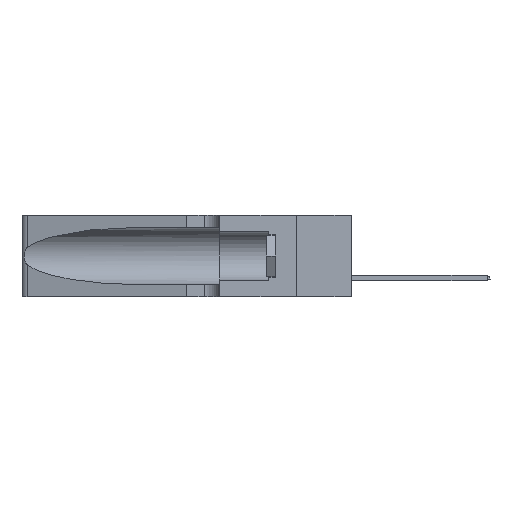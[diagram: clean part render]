
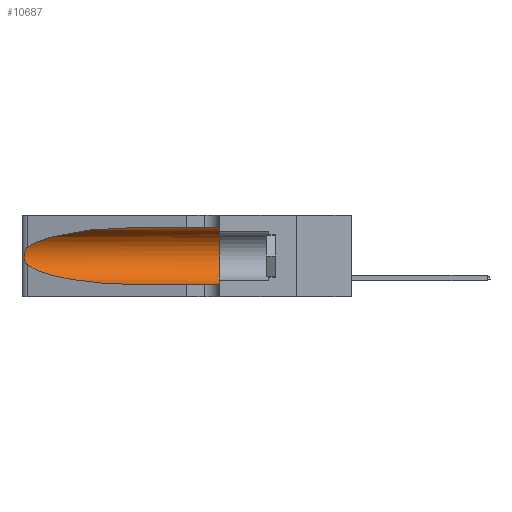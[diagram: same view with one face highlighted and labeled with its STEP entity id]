
A CAD part, left-side view. The second image highlights one B-rep face of the part: STEP entity #10687.
In plain terms, the highlighted cylindrical face has radius 3.308 mm (diameter 6.617 mm), a partial arc.
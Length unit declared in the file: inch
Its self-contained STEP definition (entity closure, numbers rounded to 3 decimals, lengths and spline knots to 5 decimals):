
#540 = CARTESIAN_POINT ( 'NONE',  ( 0.25787, 1.23484, 0.2124 ) ) ;
#578 = ORIENTED_EDGE ( 'NONE', *, *, #12581, .F. ) ;
#1154 = DIRECTION ( 'NONE',  ( 0., 0., -1. ) ) ;
#1504 = CARTESIAN_POINT ( 'NONE',  ( 0.25487, 1.22718, 0.22369 ) ) ;
#1950 = EDGE_CURVE ( 'NONE', #8120, #20150, #17227, .T. ) ;
#1992 = FACE_OUTER_BOUND ( 'NONE', #18524, .T. ) ;
#2093 = AXIS2_PLACEMENT_3D ( 'NONE', #3107, #20954, #1154 ) ;
#2174 = B_SPLINE_CURVE_WITH_KNOTS ( 'NONE', 3,
 ( #2294, #16891, #13874, #540, #8598, #20106, #10249, #3814, #18528, #8669, #20777, #20854, #19167, #19095 ),
 .UNSPECIFIED., .F., .F.,
 ( 4, 2, 2, 2, 2, 2, 4 ),
 ( 0., 0.00027, 0.00053, 0.00107, 0.0016, 0.00187, 0.00214 ),
 .UNSPECIFIED. ) ;
#2294 = CARTESIAN_POINT ( 'NONE',  ( 0.25487, 1.22718, 0.22369 ) ) ;
#2307 = CIRCLE ( 'NONE', #15986, 0.13025 ) ;
#3107 = CARTESIAN_POINT ( 'NONE',  ( 0.1305, 1.61858, 0.185 ) ) ;
#3308 = VECTOR ( 'NONE', #12275, 39.37008 ) ;
#3814 = CARTESIAN_POINT ( 'NONE',  ( 0.26075, 1.23896, 0.178 ) ) ;
#4235 = ORIENTED_EDGE ( 'NONE', *, *, #17544, .T. ) ;
#4411 = ORIENTED_EDGE ( 'NONE', *, *, #18808, .T. ) ;
#4515 = ORIENTED_EDGE ( 'NONE', *, *, #1950, .T. ) ;
#4820 = VERTEX_POINT ( 'NONE', #5313 ) ;
#5078 = ORIENTED_EDGE ( 'NONE', *, *, #10312, .F. ) ;
#5306 = VERTEX_POINT ( 'NONE', #5803 ) ;
#5313 = CARTESIAN_POINT ( 'NONE',  ( 0.25487, 1.22718, 0.22369 ) ) ;
#5358 = CYLINDRICAL_SURFACE ( 'NONE', #2093, 0.13025 ) ;
#5803 = CARTESIAN_POINT ( 'NONE',  ( 0.1305, 0.35, 0.31525 ) ) ;
#6305 = CARTESIAN_POINT ( 'NONE',  ( 0.18966, 0.96281, 0.05475 ) ) ;
#6429 = CARTESIAN_POINT ( 'NONE',  ( 0.18966, 0.96281, 0.31525 ) ) ;
#6680 = LINE ( 'NONE', #14005, #3308 ) ;
#6692 = DIRECTION ( 'NONE',  ( 0., 1., 0. ) ) ;
#7228 = CARTESIAN_POINT ( 'NONE',  ( 0.1305, 0.72297, 0.05475 ) ) ;
#7676 = VERTEX_POINT ( 'NONE', #18653 ) ;
#8120 = VERTEX_POINT ( 'NONE', #7228 ) ;
#8598 = CARTESIAN_POINT ( 'NONE',  ( 0.25854, 1.2359, 0.20912 ) ) ;
#8669 = CARTESIAN_POINT ( 'NONE',  ( 0.25856, 1.23593, 0.16098 ) ) ;
#8855 =( BOUNDED_CURVE ( )  B_SPLINE_CURVE ( 3, ( #12980, #19629, #6305, #19553 ),
 .UNSPECIFIED., .F., .F. ) 
 B_SPLINE_CURVE_WITH_KNOTS ( ( 4, 4 ),
 ( 3.44316, 4.71239 ),
 .UNSPECIFIED. ) 
 CURVE ( )  GEOMETRIC_REPRESENTATION_ITEM ( )  RATIONAL_B_SPLINE_CURVE ( ( 1., 0.87, 0.87, 1. ) ) 
 REPRESENTATION_ITEM ( '' )  );
#9394 = VERTEX_POINT ( 'NONE', #10925 ) ;
#10249 = CARTESIAN_POINT ( 'NONE',  ( 0.26075, 1.23896, 0.19203 ) ) ;
#10312 = EDGE_CURVE ( 'NONE', #9394, #5306, #6680, .T. ) ;
#10687 = ADVANCED_FACE ( 'NONE', ( #1992 ), #5358, .F. ) ;
#10925 = CARTESIAN_POINT ( 'NONE',  ( 0.1305, 0.72297, 0.31525 ) ) ;
#11261 = CARTESIAN_POINT ( 'NONE',  ( 0.1305, 0.35, 0.05475 ) ) ;
#11744 = CARTESIAN_POINT ( 'NONE',  ( 0.1305, 0.35, 0.185 ) ) ;
#12275 = DIRECTION ( 'NONE',  ( 0., -1., 0. ) ) ;
#12581 = EDGE_CURVE ( 'NONE', #5306, #20150, #2307, .T. ) ;
#12980 = CARTESIAN_POINT ( 'NONE',  ( 0.25487, 1.22718, 0.14631 ) ) ;
#13424 = DIRECTION ( 'NONE',  ( 0., 0., 1. ) ) ;
#13740 = ORIENTED_EDGE ( 'NONE', *, *, #17161, .T. ) ;
#13874 = CARTESIAN_POINT ( 'NONE',  ( 0.25639, 1.23184, 0.21858 ) ) ;
#14005 = CARTESIAN_POINT ( 'NONE',  ( 0.1305, 1.61858, 0.31525 ) ) ;
#15986 = AXIS2_PLACEMENT_3D ( 'NONE', #11744, #6692, #13424 ) ;
#16891 = CARTESIAN_POINT ( 'NONE',  ( 0.25555, 1.22994, 0.2215 ) ) ;
#17161 = EDGE_CURVE ( 'NONE', #7676, #8120, #8855, .T. ) ;
#17227 = LINE ( 'NONE', #18663, #20310 ) ;
#17544 = EDGE_CURVE ( 'NONE', #9394, #4820, #20326, .T. ) ;
#17902 = CARTESIAN_POINT ( 'NONE',  ( 0.1305, 0.72297, 0.31525 ) ) ;
#18516 = DIRECTION ( 'NONE',  ( 0., -1., 0. ) ) ;
#18524 = EDGE_LOOP ( 'NONE', ( #4235, #4411, #13740, #4515, #578, #5078 ) ) ;
#18528 = CARTESIAN_POINT ( 'NONE',  ( 0.26017, 1.23833, 0.17102 ) ) ;
#18653 = CARTESIAN_POINT ( 'NONE',  ( 0.25487, 1.22718, 0.14631 ) ) ;
#18663 = CARTESIAN_POINT ( 'NONE',  ( 0.1305, 1.61858, 0.05475 ) ) ;
#18808 = EDGE_CURVE ( 'NONE', #4820, #7676, #2174, .T. ) ;
#19095 = CARTESIAN_POINT ( 'NONE',  ( 0.25487, 1.22718, 0.14631 ) ) ;
#19167 = CARTESIAN_POINT ( 'NONE',  ( 0.25555, 1.22993, 0.14849 ) ) ;
#19553 = CARTESIAN_POINT ( 'NONE',  ( 0.1305, 0.72297, 0.05475 ) ) ;
#19615 = CARTESIAN_POINT ( 'NONE',  ( 0.2373, 1.15595, 0.28018 ) ) ;
#19629 = CARTESIAN_POINT ( 'NONE',  ( 0.2373, 1.15595, 0.08982 ) ) ;
#20106 = CARTESIAN_POINT ( 'NONE',  ( 0.26018, 1.23835, 0.19895 ) ) ;
#20150 = VERTEX_POINT ( 'NONE', #11261 ) ;
#20310 = VECTOR ( 'NONE', #18516, 39.37008 ) ;
#20326 =( BOUNDED_CURVE ( )  B_SPLINE_CURVE ( 3, ( #17902, #6429, #19615, #1504 ),
 .UNSPECIFIED., .F., .F. ) 
 B_SPLINE_CURVE_WITH_KNOTS ( ( 4, 4 ),
 ( 1.5708, 2.84003 ),
 .UNSPECIFIED. ) 
 CURVE ( )  GEOMETRIC_REPRESENTATION_ITEM ( )  RATIONAL_B_SPLINE_CURVE ( ( 1., 0.87, 0.87, 1. ) ) 
 REPRESENTATION_ITEM ( '' )  );
#20777 = CARTESIAN_POINT ( 'NONE',  ( 0.25789, 1.23486, 0.15765 ) ) ;
#20854 = CARTESIAN_POINT ( 'NONE',  ( 0.25639, 1.23186, 0.15144 ) ) ;
#20954 = DIRECTION ( 'NONE',  ( 0., -1., 0. ) ) ;
